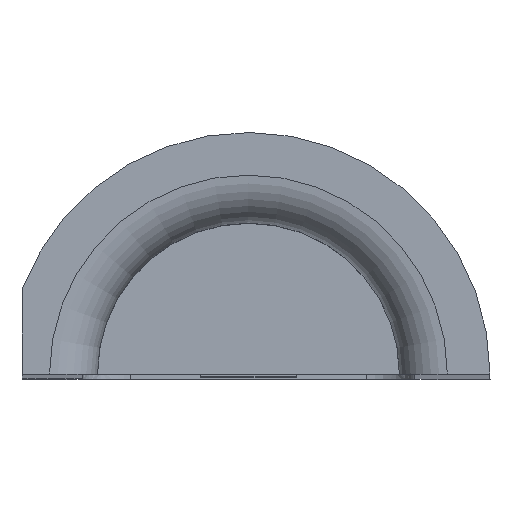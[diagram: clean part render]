
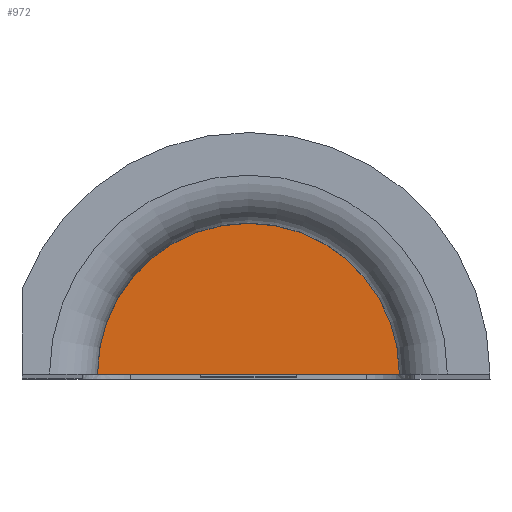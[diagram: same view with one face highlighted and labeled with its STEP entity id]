
A CAD part, top view. The second image highlights one B-rep face of the part: STEP entity #972.
In plain terms, the highlighted planar face has unit normal (0, 0, 1).
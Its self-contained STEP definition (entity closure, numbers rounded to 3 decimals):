
#68=CIRCLE('',#1066,5.);
#94=PLANE('',#1065);
#133=FACE_OUTER_BOUND('',#185,.T.);
#185=EDGE_LOOP('',(#850,#851));
#224=LINE('',#1522,#303);
#303=VECTOR('',#1147,10.);
#427=VERTEX_POINT('',#1519);
#428=VERTEX_POINT('',#1521);
#530=EDGE_CURVE('',#427,#428,#224,.T.);
#624=EDGE_CURVE('',#428,#427,#68,.T.);
#850=ORIENTED_EDGE('',*,*,#530,.F.);
#851=ORIENTED_EDGE('',*,*,#624,.F.);
#972=ADVANCED_FACE('',(#133),#94,.T.);
#1065=AXIS2_PLACEMENT_3D('',#1857,#1290,#1291);
#1066=AXIS2_PLACEMENT_3D('',#1858,#1292,#1293);
#1147=DIRECTION('',(-1.,0.,0.));
#1290=DIRECTION('center_axis',(0.,0.,1.));
#1291=DIRECTION('ref_axis',(-1.,0.,0.));
#1292=DIRECTION('center_axis',(0.,0.,-1.));
#1293=DIRECTION('ref_axis',(-1.,0.,0.));
#1519=CARTESIAN_POINT('',(5.,0.,37.5));
#1521=CARTESIAN_POINT('',(-5.,0.,37.5));
#1522=CARTESIAN_POINT('',(0.,0.,37.5));
#1857=CARTESIAN_POINT('Origin',(0.,0.,37.5));
#1858=CARTESIAN_POINT('Origin',(0.,0.,37.5));
